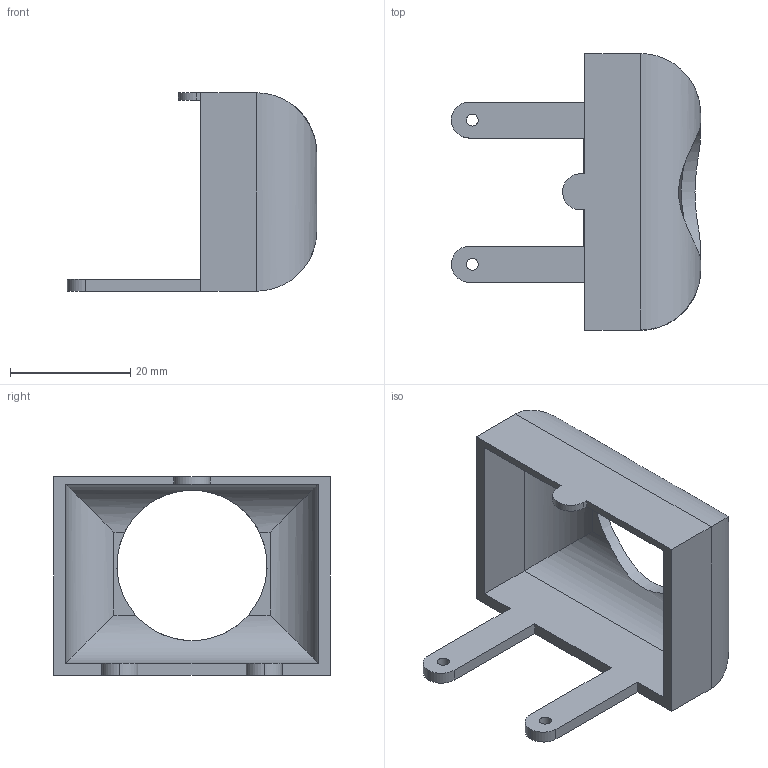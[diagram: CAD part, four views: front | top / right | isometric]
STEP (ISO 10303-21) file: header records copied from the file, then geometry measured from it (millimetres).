
FILE_DESCRIPTION(('HOOPS Exchange Step'),'2;1');
FILE_NAME('temp_export','2026-01-04T14:53:16+01:00',('robin'),('Shapr3D Limited'),'HOOPS Exchange 2025.7','Shapr3D','Authorized');
FILE_SCHEMA( ('AP242_MANAGED_MODEL_BASED_3D_ENGINEERING_MIM_LF {1 0 10303 442 1 1 4}') );
Length unit declared in the file: millimetre
Products named in the file (1): root
Bounding box: 41.5 x 46 x 33 mm (x, y, z)
Volume: 5974.3 mm3; surface area: 7199.4 mm2
Topology: 1 solids, 1 shells, 37 faces, 104 edges, 67 vertices
Faces by surface type: plane 21, cylinder 16
Full cylindrical faces by diameter (mm): 2 x2, 25 x1
Entity records: 1546 total; most frequent: CARTESIAN_POINT 531, ORIENTED_EDGE 208, DIRECTION 203, EDGE_CURVE 104, VECTOR 71, LINE 71, VERTEX_POINT 67, AXIS2_PLACEMENT_3D 66
